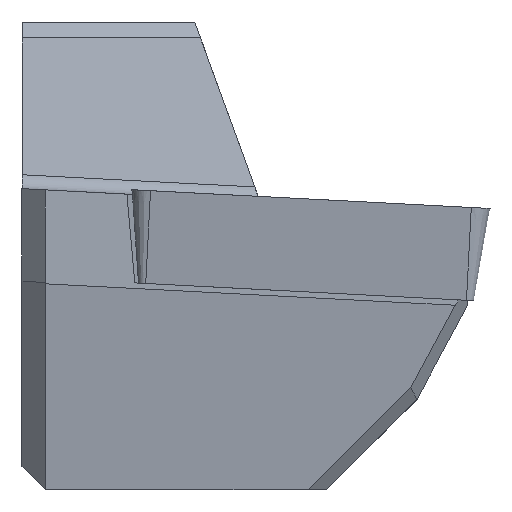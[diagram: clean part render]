
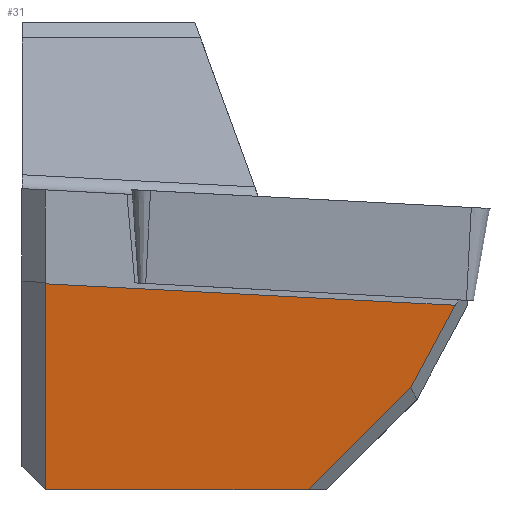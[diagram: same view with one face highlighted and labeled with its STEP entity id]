
A CAD part, left-side view. The second image highlights one B-rep face of the part: STEP entity #31.
In plain terms, the highlighted planar face has unit normal (-0.993, 0.006, -0.122).
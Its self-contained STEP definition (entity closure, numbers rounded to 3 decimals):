
#31 = ADVANCED_FACE ( 'NONE', ( #1192 ), #1953, .T. ) ;
#43 = ORIENTED_EDGE ( 'NONE', *, *, #759, .T. ) ;
#68 = LINE ( 'NONE', #2792, #1451 ) ;
#181 = CARTESIAN_POINT ( 'NONE',  ( 1.627, -12.22, -12.01 ) ) ;
#264 = VECTOR ( 'NONE', #3110, 1000. ) ;
#368 = EDGE_CURVE ( 'NONE', #1059, #2601, #3711, .T. ) ;
#369 = EDGE_LOOP ( 'NONE', ( #1171, #1414, #2882, #43, #796 ) ) ;
#384 = CARTESIAN_POINT ( 'NONE',  ( 1.177, -16.114, -8.54 ) ) ;
#641 = EDGE_CURVE ( 'NONE', #2601, #3449, #3310, .T. ) ;
#718 = EDGE_CURVE ( 'NONE', #1059, #729, #3336, .T. ) ;
#729 = VERTEX_POINT ( 'NONE', #1854 ) ;
#738 = DIRECTION ( 'NONE',  ( -0.122, 0., 0.993 ) ) ;
#749 = DIRECTION ( 'NONE',  ( -0.993, 0.006, -0.122 ) ) ;
#759 = EDGE_CURVE ( 'NONE', #3449, #3104, #68, .T. ) ;
#796 = ORIENTED_EDGE ( 'NONE', *, *, #3523, .T. ) ;
#868 = CARTESIAN_POINT ( 'NONE',  ( 1.626, -12.23, -12. ) ) ;
#1059 = VERTEX_POINT ( 'NONE', #868 ) ;
#1171 = ORIENTED_EDGE ( 'NONE', *, *, #718, .F. ) ;
#1192 = FACE_OUTER_BOUND ( 'NONE', #369, .T. ) ;
#1248 = CARTESIAN_POINT ( 'NONE',  ( 0.617, -18.506, -4.105 ) ) ;
#1414 = ORIENTED_EDGE ( 'NONE', *, *, #368, .T. ) ;
#1432 = VECTOR ( 'NONE', #3673, 1000. ) ;
#1451 = VECTOR ( 'NONE', #3164, 1000. ) ;
#1786 = CARTESIAN_POINT ( 'NONE',  ( 1.06, -16.611, -7.619 ) ) ;
#1854 = CARTESIAN_POINT ( 'NONE',  ( 1.698, -1.006, -12. ) ) ;
#1953 = PLANE ( 'NONE',  #2769 ) ;
#1990 = CARTESIAN_POINT ( 'NONE',  ( 0.617, -1.006, -3.188 ) ) ;
#2451 = VECTOR ( 'NONE', #2598, 1000. ) ;
#2598 = DIRECTION ( 'NONE',  ( -0.11, -0.472, 0.875 ) ) ;
#2601 = VERTEX_POINT ( 'NONE', #1786 ) ;
#2756 = VECTOR ( 'NONE', #3194, 1000. ) ;
#2769 = AXIS2_PLACEMENT_3D ( 'NONE', #3235, #749, #738 ) ;
#2792 = CARTESIAN_POINT ( 'NONE',  ( 0.617, 0.21, -3.124 ) ) ;
#2882 = ORIENTED_EDGE ( 'NONE', *, *, #641, .T. ) ;
#3098 = CARTESIAN_POINT ( 'NONE',  ( 1.704, -0.011, -12. ) ) ;
#3104 = VERTEX_POINT ( 'NONE', #1990 ) ;
#3110 = DIRECTION ( 'NONE',  ( 0.006, 1., 0. ) ) ;
#3164 = DIRECTION ( 'NONE',  ( 0., 0.999, 0.052 ) ) ;
#3194 = DIRECTION ( 'NONE',  ( 0.122, 0., -0.993 ) ) ;
#3235 = CARTESIAN_POINT ( 'NONE',  ( 0.23, -0.001, 0.028 ) ) ;
#3310 = LINE ( 'NONE', #384, #2451 ) ;
#3336 = LINE ( 'NONE', #3098, #264 ) ;
#3449 = VERTEX_POINT ( 'NONE', #1248 ) ;
#3523 = EDGE_CURVE ( 'NONE', #3104, #729, #3971, .T. ) ;
#3550 = CARTESIAN_POINT ( 'NONE',  ( 1.575, -1.006, -11.001 ) ) ;
#3673 = DIRECTION ( 'NONE',  ( -0.091, -0.704, 0.704 ) ) ;
#3711 = LINE ( 'NONE', #181, #1432 ) ;
#3971 = LINE ( 'NONE', #3550, #2756 ) ;
